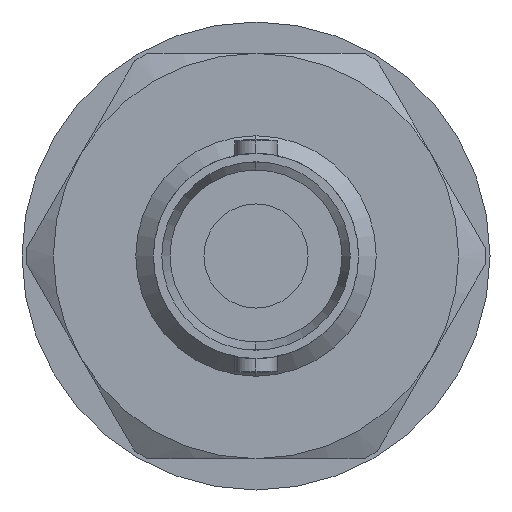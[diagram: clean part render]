
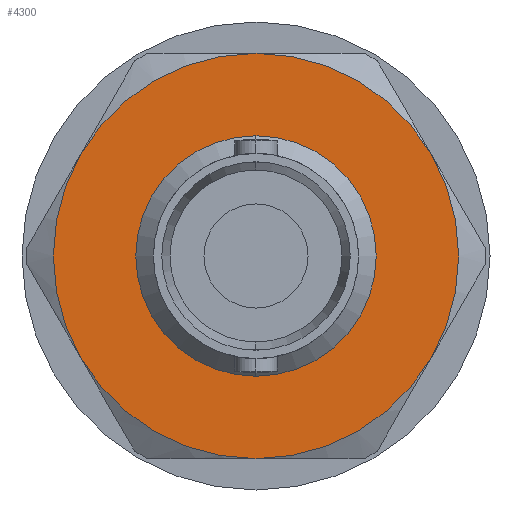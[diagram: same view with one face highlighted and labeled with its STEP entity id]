
A CAD part, left-side view. The second image highlights one B-rep face of the part: STEP entity #4300.
In plain terms, the highlighted planar face has unit normal (-1, 0, 0).
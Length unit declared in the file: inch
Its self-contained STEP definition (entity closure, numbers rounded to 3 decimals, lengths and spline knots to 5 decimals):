
#168 = EDGE_CURVE ( 'NONE', #6045, #331, #1731, .T. ) ;
#230 = DIRECTION ( 'NONE',  ( 0., 0., -1. ) ) ;
#281 = CARTESIAN_POINT ( 'NONE',  ( 0.93701, 0., 0. ) ) ;
#331 = VERTEX_POINT ( 'NONE', #1752 ) ;
#615 = EDGE_CURVE ( 'NONE', #2764, #2427, #829, .T. ) ;
#665 = ORIENTED_EDGE ( 'NONE', *, *, #3007, .F. ) ;
#746 = DIRECTION ( 'NONE',  ( 1., 0., 0. ) ) ;
#829 = CIRCLE ( 'NONE', #2813, 0.375 ) ;
#844 = CARTESIAN_POINT ( 'NONE',  ( 0.93701, 0.32476, 0.1875 ) ) ;
#930 = PLANE ( 'NONE',  #3597 ) ;
#1017 = DIRECTION ( 'NONE',  ( 1., 0., 0. ) ) ;
#1024 = DIRECTION ( 'NONE',  ( 1., 0., 0. ) ) ;
#1106 = DIRECTION ( 'NONE',  ( 0., 0., -1. ) ) ;
#1254 = ORIENTED_EDGE ( 'NONE', *, *, #615, .F. ) ;
#1412 = CARTESIAN_POINT ( 'NONE',  ( 0.93701, 0., -0.22244 ) ) ;
#1475 = DIRECTION ( 'NONE',  ( -1., 0., 0. ) ) ;
#1546 = CARTESIAN_POINT ( 'NONE',  ( 0.93701, -0.32476, 0.1875 ) ) ;
#1574 = DIRECTION ( 'NONE',  ( 0., 0., -1. ) ) ;
#1731 = CIRCLE ( 'NONE', #5471, 0.375 ) ;
#1752 = CARTESIAN_POINT ( 'NONE',  ( 0.93701, 0.32476, -0.1875 ) ) ;
#1795 = AXIS2_PLACEMENT_3D ( 'NONE', #4504, #1475, #1574 ) ;
#1994 = CIRCLE ( 'NONE', #3584, 0.375 ) ;
#2006 = ORIENTED_EDGE ( 'NONE', *, *, #168, .F. ) ;
#2026 = FACE_BOUND ( 'NONE', #5953, .T. ) ;
#2088 = EDGE_CURVE ( 'NONE', #4784, #2632, #4361, .T. ) ;
#2134 = ORIENTED_EDGE ( 'NONE', *, *, #2663, .F. ) ;
#2251 = DIRECTION ( 'NONE',  ( 0., 0., -1. ) ) ;
#2427 = VERTEX_POINT ( 'NONE', #1546 ) ;
#2508 = VERTEX_POINT ( 'NONE', #5706 ) ;
#2543 = EDGE_CURVE ( 'NONE', #2427, #2508, #2849, .T. ) ;
#2623 = CARTESIAN_POINT ( 'NONE',  ( 0.93701, 0., 0.375 ) ) ;
#2632 = VERTEX_POINT ( 'NONE', #1412 ) ;
#2663 = EDGE_CURVE ( 'NONE', #331, #3373, #3387, .T. ) ;
#2693 = CIRCLE ( 'NONE', #4470, 0.375 ) ;
#2696 = EDGE_LOOP ( 'NONE', ( #665, #2134, #2006, #5049, #4305, #1254 ) ) ;
#2764 = VERTEX_POINT ( 'NONE', #2623 ) ;
#2809 = CARTESIAN_POINT ( 'NONE',  ( 0.93701, 0., 0. ) ) ;
#2813 = AXIS2_PLACEMENT_3D ( 'NONE', #3147, #3114, #1106 ) ;
#2849 = CIRCLE ( 'NONE', #6392, 0.375 ) ;
#2854 = CIRCLE ( 'NONE', #1795, 0.22244 ) ;
#2857 = CARTESIAN_POINT ( 'NONE',  ( 0.93701, 0., 0. ) ) ;
#2889 = DIRECTION ( 'NONE',  ( 1., 0., 0. ) ) ;
#3007 = EDGE_CURVE ( 'NONE', #3373, #2764, #1994, .T. ) ;
#3114 = DIRECTION ( 'NONE',  ( 1., 0., 0. ) ) ;
#3147 = CARTESIAN_POINT ( 'NONE',  ( 0.93701, 0., 0. ) ) ;
#3210 = AXIS2_PLACEMENT_3D ( 'NONE', #2809, #5263, #3213 ) ;
#3213 = DIRECTION ( 'NONE',  ( 0., 0., -1. ) ) ;
#3373 = VERTEX_POINT ( 'NONE', #844 ) ;
#3387 = CIRCLE ( 'NONE', #4219, 0.375 ) ;
#3431 = DIRECTION ( 'NONE',  ( 0., 0., -1. ) ) ;
#3515 = CARTESIAN_POINT ( 'NONE',  ( 0.93701, 0., 0. ) ) ;
#3584 = AXIS2_PLACEMENT_3D ( 'NONE', #281, #2889, #2251 ) ;
#3597 = AXIS2_PLACEMENT_3D ( 'NONE', #3515, #1017, #4944 ) ;
#3663 = DIRECTION ( 'NONE',  ( 1., 0., 0. ) ) ;
#3673 = CARTESIAN_POINT ( 'NONE',  ( 0.93701, 0., 0. ) ) ;
#3696 = ORIENTED_EDGE ( 'NONE', *, *, #2088, .F. ) ;
#3788 = CARTESIAN_POINT ( 'NONE',  ( 0.93701, 0., 0. ) ) ;
#3812 = CARTESIAN_POINT ( 'NONE',  ( 0.93701, 0., -0.375 ) ) ;
#3890 = EDGE_CURVE ( 'NONE', #2632, #4784, #2854, .T. ) ;
#4125 = ORIENTED_EDGE ( 'NONE', *, *, #3890, .F. ) ;
#4219 = AXIS2_PLACEMENT_3D ( 'NONE', #2857, #5378, #4916 ) ;
#4300 = ADVANCED_FACE ( 'NONE', ( #2026, #5934 ), #930, .F. ) ;
#4305 = ORIENTED_EDGE ( 'NONE', *, *, #2543, .F. ) ;
#4361 = CIRCLE ( 'NONE', #3210, 0.22244 ) ;
#4470 = AXIS2_PLACEMENT_3D ( 'NONE', #5446, #1024, #3431 ) ;
#4504 = CARTESIAN_POINT ( 'NONE',  ( 0.93701, 0., 0. ) ) ;
#4784 = VERTEX_POINT ( 'NONE', #4888 ) ;
#4888 = CARTESIAN_POINT ( 'NONE',  ( 0.93701, 0., 0.22244 ) ) ;
#4916 = DIRECTION ( 'NONE',  ( 0., 0., -1. ) ) ;
#4944 = DIRECTION ( 'NONE',  ( 0., 0., -1. ) ) ;
#5049 = ORIENTED_EDGE ( 'NONE', *, *, #5825, .F. ) ;
#5263 = DIRECTION ( 'NONE',  ( -1., 0., 0. ) ) ;
#5378 = DIRECTION ( 'NONE',  ( 1., 0., 0. ) ) ;
#5446 = CARTESIAN_POINT ( 'NONE',  ( 0.93701, 0., 0. ) ) ;
#5471 = AXIS2_PLACEMENT_3D ( 'NONE', #3673, #746, #5652 ) ;
#5652 = DIRECTION ( 'NONE',  ( 0., 0., -1. ) ) ;
#5706 = CARTESIAN_POINT ( 'NONE',  ( 0.93701, -0.32476, -0.1875 ) ) ;
#5825 = EDGE_CURVE ( 'NONE', #2508, #6045, #2693, .T. ) ;
#5934 = FACE_OUTER_BOUND ( 'NONE', #2696, .T. ) ;
#5953 = EDGE_LOOP ( 'NONE', ( #4125, #3696 ) ) ;
#6045 = VERTEX_POINT ( 'NONE', #3812 ) ;
#6392 = AXIS2_PLACEMENT_3D ( 'NONE', #3788, #3663, #230 ) ;
